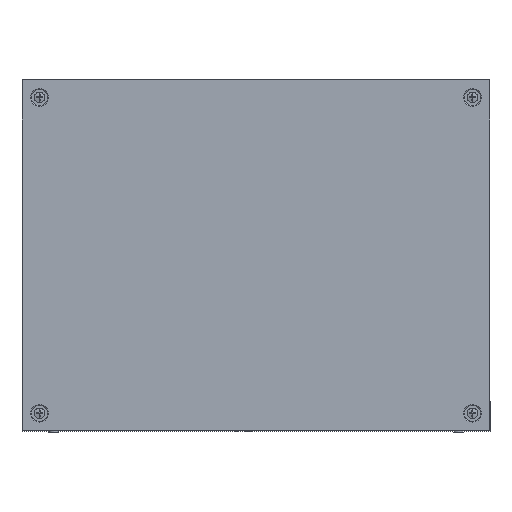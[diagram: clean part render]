
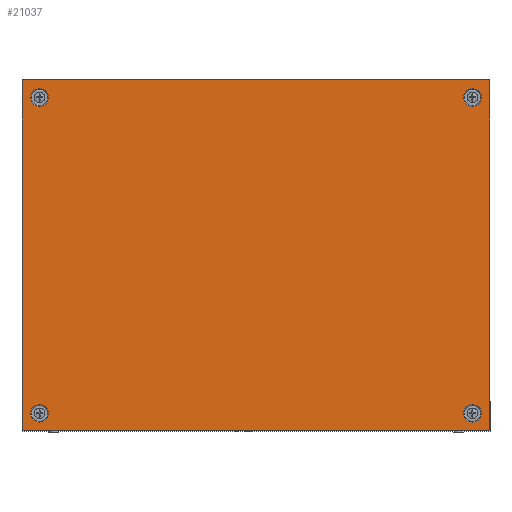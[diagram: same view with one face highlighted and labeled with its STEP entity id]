
A CAD part, top view. The second image highlights one B-rep face of the part: STEP entity #21037.
In plain terms, the highlighted planar face has unit normal (0, 0, 1).
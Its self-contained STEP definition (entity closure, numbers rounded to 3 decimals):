
#300 = EDGE_LOOP ( 'NONE', ( #14371, #16028 ) ) ;
#324 = CARTESIAN_POINT ( 'NONE',  ( 385., 15., 0. ) ) ;
#341 = EDGE_LOOP ( 'NONE', ( #4127, #17610 ) ) ;
#850 = EDGE_CURVE ( 'NONE', #5257, #5382, #14342, .T. ) ;
#912 = CARTESIAN_POINT ( 'NONE',  ( 15., 285., 0. ) ) ;
#1267 = VECTOR ( 'NONE', #7269, 1000. ) ;
#1751 = LINE ( 'NONE', #15890, #1267 ) ;
#1858 = VECTOR ( 'NONE', #14757, 1000. ) ;
#2083 = VERTEX_POINT ( 'NONE', #9929 ) ;
#2208 = CIRCLE ( 'NONE', #8734, 7.5 ) ;
#2308 = VERTEX_POINT ( 'NONE', #15725 ) ;
#2309 = EDGE_CURVE ( 'NONE', #5382, #5257, #2208, .T. ) ;
#2537 = CIRCLE ( 'NONE', #7976, 7.5 ) ;
#2538 = VERTEX_POINT ( 'NONE', #4922 ) ;
#2553 = ORIENTED_EDGE ( 'NONE', *, *, #20715, .T. ) ;
#2684 = ORIENTED_EDGE ( 'NONE', *, *, #17173, .T. ) ;
#2829 = CIRCLE ( 'NONE', #9324, 7.5 ) ;
#3157 = ORIENTED_EDGE ( 'NONE', *, *, #13994, .T. ) ;
#3463 = CARTESIAN_POINT ( 'NONE',  ( 400., 0., 0. ) ) ;
#3626 = VERTEX_POINT ( 'NONE', #16398 ) ;
#4020 = CIRCLE ( 'NONE', #4380, 7.5 ) ;
#4127 = ORIENTED_EDGE ( 'NONE', *, *, #11990, .F. ) ;
#4214 = FACE_BOUND ( 'NONE', #341, .T. ) ;
#4357 = DIRECTION ( 'NONE',  ( 0., 0., 1. ) ) ;
#4380 = AXIS2_PLACEMENT_3D ( 'NONE', #10914, #4357, #16051 ) ;
#4897 = CARTESIAN_POINT ( 'NONE',  ( 15., 15., 0. ) ) ;
#4922 = CARTESIAN_POINT ( 'NONE',  ( 400., 0., 0. ) ) ;
#5257 = VERTEX_POINT ( 'NONE', #19262 ) ;
#5382 = VERTEX_POINT ( 'NONE', #9882 ) ;
#5462 = VECTOR ( 'NONE', #17180, 1000. ) ;
#5791 = FACE_BOUND ( 'NONE', #18773, .T. ) ;
#6070 = DIRECTION ( 'NONE',  ( 1., 0., 0. ) ) ;
#6188 = CARTESIAN_POINT ( 'NONE',  ( 0., 300., 0. ) ) ;
#6930 = CARTESIAN_POINT ( 'NONE',  ( 385., 285., 0. ) ) ;
#7269 = DIRECTION ( 'NONE',  ( 0., -1., 0. ) ) ;
#7296 = AXIS2_PLACEMENT_3D ( 'NONE', #14383, #12806, #16242 ) ;
#7443 = ORIENTED_EDGE ( 'NONE', *, *, #14936, .F. ) ;
#7700 = AXIS2_PLACEMENT_3D ( 'NONE', #6930, #20929, #13817 ) ;
#7774 = CIRCLE ( 'NONE', #13292, 7.5 ) ;
#7976 = AXIS2_PLACEMENT_3D ( 'NONE', #912, #14650, #6070 ) ;
#8028 = CARTESIAN_POINT ( 'NONE',  ( 15., 285., 0. ) ) ;
#8734 = AXIS2_PLACEMENT_3D ( 'NONE', #324, #10796, #17635 ) ;
#8842 = VERTEX_POINT ( 'NONE', #11259 ) ;
#9021 = VERTEX_POINT ( 'NONE', #22233 ) ;
#9324 = AXIS2_PLACEMENT_3D ( 'NONE', #4897, #22194, #11786 ) ;
#9357 = CARTESIAN_POINT ( 'NONE',  ( 22.5, 285., 0. ) ) ;
#9664 = DIRECTION ( 'NONE',  ( 0., 0., 1. ) ) ;
#9818 = DIRECTION ( 'NONE',  ( 0., 0., 1. ) ) ;
#9882 = CARTESIAN_POINT ( 'NONE',  ( 377.5, 15., 0. ) ) ;
#9929 = CARTESIAN_POINT ( 'NONE',  ( 377.5, 285., 0. ) ) ;
#9938 = CIRCLE ( 'NONE', #17090, 7.5 ) ;
#10796 = DIRECTION ( 'NONE',  ( 0., 0., 1. ) ) ;
#10914 = CARTESIAN_POINT ( 'NONE',  ( 385., 285., 0. ) ) ;
#11100 = PLANE ( 'NONE',  #7296 ) ;
#11259 = CARTESIAN_POINT ( 'NONE',  ( 392.5, 285., 0. ) ) ;
#11334 = VERTEX_POINT ( 'NONE', #19252 ) ;
#11786 = DIRECTION ( 'NONE',  ( 1., 0., 0. ) ) ;
#11853 = DIRECTION ( 'NONE',  ( 0., 0., 1. ) ) ;
#11990 = EDGE_CURVE ( 'NONE', #19819, #9021, #7774, .T. ) ;
#12358 = EDGE_CURVE ( 'NONE', #9021, #19819, #2829, .T. ) ;
#12791 = VERTEX_POINT ( 'NONE', #9357 ) ;
#12806 = DIRECTION ( 'NONE',  ( 0., 0., -1. ) ) ;
#12865 = EDGE_LOOP ( 'NONE', ( #2553, #3157, #2684, #22053 ) ) ;
#13292 = AXIS2_PLACEMENT_3D ( 'NONE', #16843, #9664, #15058 ) ;
#13817 = DIRECTION ( 'NONE',  ( 1., 0., 0. ) ) ;
#13994 = EDGE_CURVE ( 'NONE', #14624, #2308, #16525, .T. ) ;
#14342 = CIRCLE ( 'NONE', #16090, 7.5 ) ;
#14371 = ORIENTED_EDGE ( 'NONE', *, *, #850, .F. ) ;
#14383 = CARTESIAN_POINT ( 'NONE',  ( 0., 0., 0. ) ) ;
#14624 = VERTEX_POINT ( 'NONE', #15545 ) ;
#14650 = DIRECTION ( 'NONE',  ( 0., 0., 1. ) ) ;
#14709 = EDGE_LOOP ( 'NONE', ( #15701, #19087 ) ) ;
#14713 = FACE_BOUND ( 'NONE', #14709, .T. ) ;
#14757 = DIRECTION ( 'NONE',  ( -1., 0., 0. ) ) ;
#14936 = EDGE_CURVE ( 'NONE', #3626, #12791, #2537, .T. ) ;
#14991 = DIRECTION ( 'NONE',  ( 1., 0., 0. ) ) ;
#15058 = DIRECTION ( 'NONE',  ( 1., 0., 0. ) ) ;
#15172 = CARTESIAN_POINT ( 'NONE',  ( 0., 0., 0. ) ) ;
#15283 = EDGE_CURVE ( 'NONE', #11334, #2538, #21993, .T. ) ;
#15326 = DIRECTION ( 'NONE',  ( 1., 0., 0. ) ) ;
#15545 = CARTESIAN_POINT ( 'NONE',  ( 400., 300., 0. ) ) ;
#15639 = DIRECTION ( 'NONE',  ( 0., 1., 0. ) ) ;
#15701 = ORIENTED_EDGE ( 'NONE', *, *, #21254, .F. ) ;
#15725 = CARTESIAN_POINT ( 'NONE',  ( 0., 300., 0. ) ) ;
#15890 = CARTESIAN_POINT ( 'NONE',  ( 0., 0., 0. ) ) ;
#16028 = ORIENTED_EDGE ( 'NONE', *, *, #2309, .F. ) ;
#16051 = DIRECTION ( 'NONE',  ( 1., 0., 0. ) ) ;
#16090 = AXIS2_PLACEMENT_3D ( 'NONE', #20122, #9818, #14991 ) ;
#16242 = DIRECTION ( 'NONE',  ( -1., 0., 0. ) ) ;
#16375 = FACE_OUTER_BOUND ( 'NONE', #12865, .T. ) ;
#16398 = CARTESIAN_POINT ( 'NONE',  ( 7.5, 285., 0. ) ) ;
#16525 = LINE ( 'NONE', #6188, #1858 ) ;
#16843 = CARTESIAN_POINT ( 'NONE',  ( 15., 15., 0. ) ) ;
#17090 = AXIS2_PLACEMENT_3D ( 'NONE', #8028, #11853, #15326 ) ;
#17173 = EDGE_CURVE ( 'NONE', #2308, #11334, #1751, .T. ) ;
#17180 = DIRECTION ( 'NONE',  ( 1., 0., 0. ) ) ;
#17378 = CIRCLE ( 'NONE', #7700, 7.5 ) ;
#17610 = ORIENTED_EDGE ( 'NONE', *, *, #12358, .F. ) ;
#17635 = DIRECTION ( 'NONE',  ( 1., 0., 0. ) ) ;
#18591 = CARTESIAN_POINT ( 'NONE',  ( 22.5, 15., 0. ) ) ;
#18742 = EDGE_CURVE ( 'NONE', #12791, #3626, #9938, .T. ) ;
#18773 = EDGE_LOOP ( 'NONE', ( #20263, #7443 ) ) ;
#18944 = LINE ( 'NONE', #3463, #19920 ) ;
#19087 = ORIENTED_EDGE ( 'NONE', *, *, #20803, .F. ) ;
#19252 = CARTESIAN_POINT ( 'NONE',  ( 0., 0., 0. ) ) ;
#19262 = CARTESIAN_POINT ( 'NONE',  ( 392.5, 15., 0. ) ) ;
#19819 = VERTEX_POINT ( 'NONE', #18591 ) ;
#19920 = VECTOR ( 'NONE', #15639, 1000. ) ;
#20122 = CARTESIAN_POINT ( 'NONE',  ( 385., 15., 0. ) ) ;
#20263 = ORIENTED_EDGE ( 'NONE', *, *, #18742, .F. ) ;
#20715 = EDGE_CURVE ( 'NONE', #2538, #14624, #18944, .T. ) ;
#20803 = EDGE_CURVE ( 'NONE', #2083, #8842, #4020, .T. ) ;
#20929 = DIRECTION ( 'NONE',  ( 0., 0., 1. ) ) ;
#21037 = ADVANCED_FACE ( 'NONE', ( #21168, #14713, #5791, #4214, #16375 ), #11100, .F. ) ;
#21168 = FACE_BOUND ( 'NONE', #300, .T. ) ;
#21254 = EDGE_CURVE ( 'NONE', #8842, #2083, #17378, .T. ) ;
#21993 = LINE ( 'NONE', #15172, #5462 ) ;
#22053 = ORIENTED_EDGE ( 'NONE', *, *, #15283, .T. ) ;
#22194 = DIRECTION ( 'NONE',  ( 0., 0., 1. ) ) ;
#22233 = CARTESIAN_POINT ( 'NONE',  ( 7.5, 15., 0. ) ) ;
